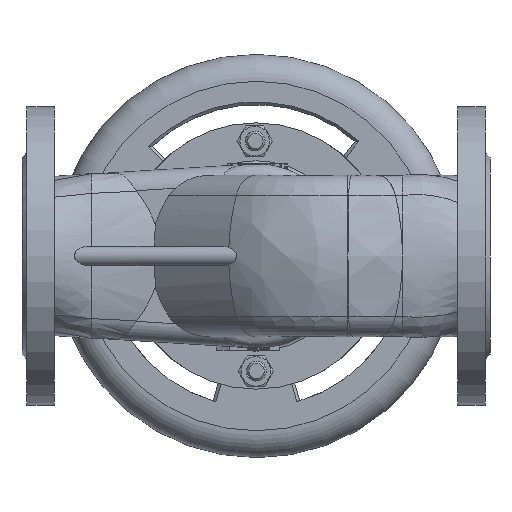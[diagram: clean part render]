
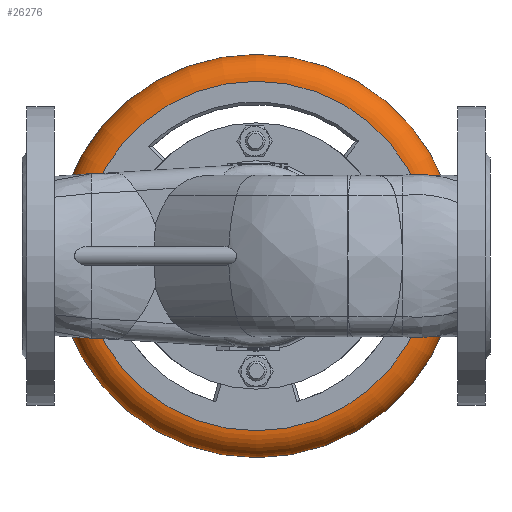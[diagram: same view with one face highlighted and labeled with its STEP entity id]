
A CAD part, front view. The second image highlights one B-rep face of the part: STEP entity #26276.
In plain terms, the highlighted toroidal (fillet/blend) face has major radius 108.313 mm and minor radius 16.664 mm.
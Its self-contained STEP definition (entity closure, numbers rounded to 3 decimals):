
#277=TOROIDAL_SURFACE('',#27977,108.313,16.664);
#7672=FACE_OUTER_BOUND('',#9125,.T.);
#9125=EDGE_LOOP('',(#22593,#22594,#22595,#22596,#22597));
#9792=CIRCLE('',#27901,108.313);
#9829=CIRCLE('',#27974,124.977);
#9830=CIRCLE('',#27975,124.977);
#9831=CIRCLE('',#27978,16.664);
#12048=VERTEX_POINT('',#48960);
#12103=VERTEX_POINT('',#50691);
#12104=VERTEX_POINT('',#50693);
#15592=EDGE_CURVE('',#12048,#12048,#9792,.T.);
#15678=EDGE_CURVE('',#12104,#12103,#9829,.T.);
#15679=EDGE_CURVE('',#12103,#12104,#9830,.T.);
#15682=EDGE_CURVE('',#12048,#12104,#9831,.T.);
#22593=ORIENTED_EDGE('',*,*,#15592,.T.);
#22594=ORIENTED_EDGE('',*,*,#15682,.T.);
#22595=ORIENTED_EDGE('',*,*,#15678,.T.);
#22596=ORIENTED_EDGE('',*,*,#15679,.T.);
#22597=ORIENTED_EDGE('',*,*,#15682,.F.);
#26276=ADVANCED_FACE('',(#7672),#277,.T.);
#27901=AXIS2_PLACEMENT_3D('',#48961,#33475,#33476);
#27974=AXIS2_PLACEMENT_3D('',#50694,#33641,#33642);
#27975=AXIS2_PLACEMENT_3D('',#50695,#33643,#33644);
#27977=AXIS2_PLACEMENT_3D('',#50700,#33649,#33650);
#27978=AXIS2_PLACEMENT_3D('',#50701,#33651,#33652);
#33475=DIRECTION('center_axis',(0.,1.,0.));
#33476=DIRECTION('ref_axis',(1.,0.,0.));
#33641=DIRECTION('center_axis',(0.,-1.,0.));
#33642=DIRECTION('ref_axis',(1.,0.,0.));
#33643=DIRECTION('center_axis',(0.,-1.,0.));
#33644=DIRECTION('ref_axis',(1.,0.,0.));
#33649=DIRECTION('center_axis',(0.,-1.,0.));
#33650=DIRECTION('ref_axis',(1.,0.,0.));
#33651=DIRECTION('center_axis',(0.,0.,
-1.));
#33652=DIRECTION('ref_axis',(-1.,0.,0.));
#48960=CARTESIAN_POINT('',(7020.501,2618.821,-2391.696));
#48961=CARTESIAN_POINT('Origin',(7128.815,2618.821,-2391.696));
#50691=CARTESIAN_POINT('',(7253.792,2635.485,-2391.696));
#50693=CARTESIAN_POINT('',(7003.838,2635.485,-2391.696));
#50694=CARTESIAN_POINT('Origin',(7128.815,2635.485,-2391.696));
#50695=CARTESIAN_POINT('Origin',(7128.815,2635.485,-2391.696));
#50700=CARTESIAN_POINT('Origin',(7128.815,2635.485,-2391.696));
#50701=CARTESIAN_POINT('Origin',(7020.501,2635.485,-2391.696));
